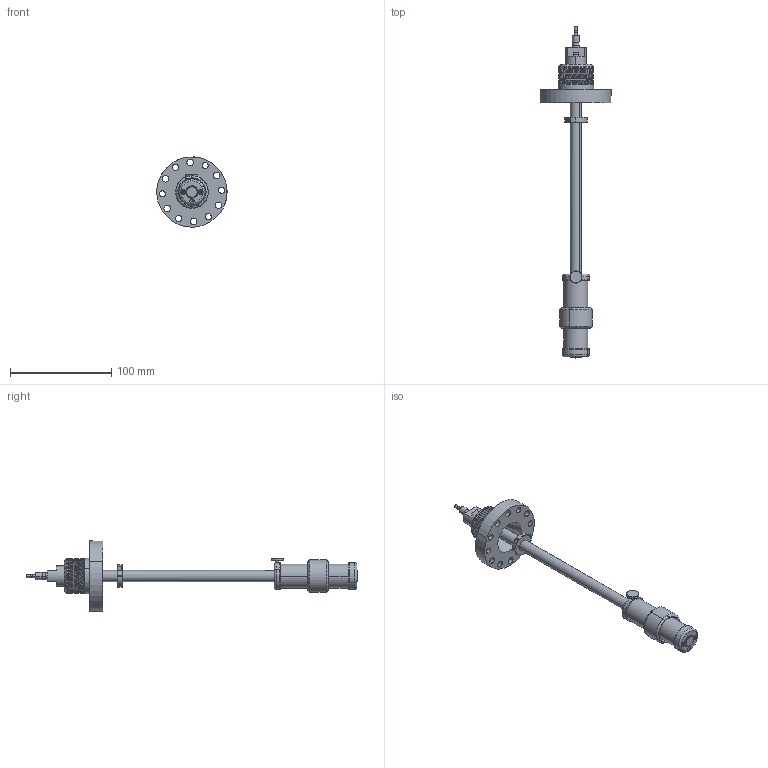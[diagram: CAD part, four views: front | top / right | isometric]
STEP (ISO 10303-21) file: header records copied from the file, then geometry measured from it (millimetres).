
FILE_DESCRIPTION(('CATIA V5 STEP Exchange'),'2;1');
FILE_NAME('WMG40(FC)-0150-0063.stp','2020-02-06T10:09:31+00:00',('none'),('none'),'CATIA Version 5 Release 20 SP 7 (IN-10)','CATIA V5 STEP AP214','none');
FILE_SCHEMA(('AUTOMOTIVE_DESIGN { 1 0 10303 214 1 1 1 1 }'));
Length unit declared in the file: millimetre
Products named in the file (1): WMG40(FC)-0150-0063
Bounding box: 69.38 x 328.6 x 69.31 mm (x, y, z)
Volume: 95601.9 mm3; surface area: 81075.7 mm2
Topology: 3 solids, 24 shells, 1015 faces, 2539 edges, 1553 vertices
Faces by surface type: plane 456, cylinder 278, cone 215, bspline 42, torus 20, sphere 4
Entity records: 35591 total; most frequent: CARTESIAN_POINT 10268, ORIENTED_EDGE 5022, DIRECTION 3641, EDGE_CURVE 2511, AXIS2_PLACEMENT_3D 1649, VERTEX_POINT 1553, VECTOR 1289, LINE 1289
